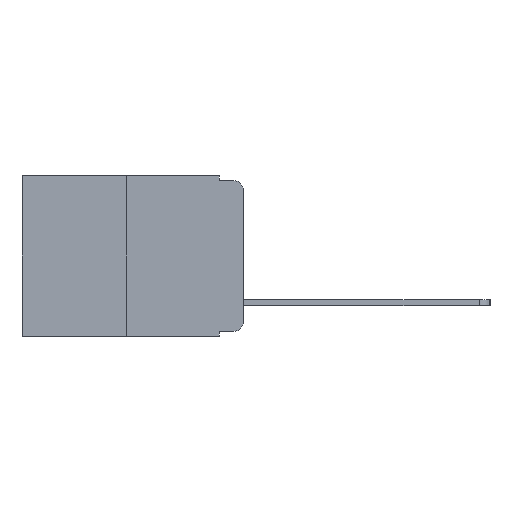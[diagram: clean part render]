
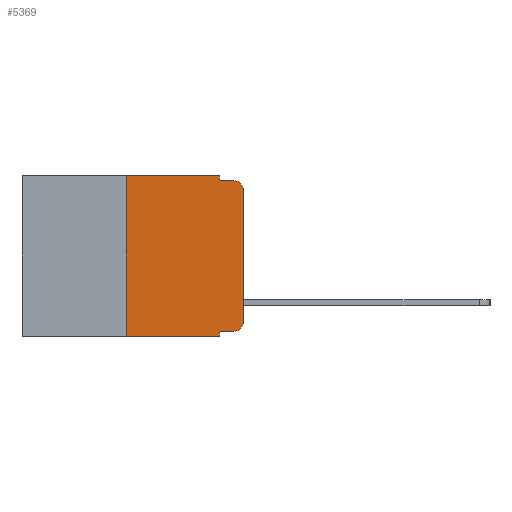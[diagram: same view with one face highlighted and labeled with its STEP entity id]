
A CAD part, left-side view. The second image highlights one B-rep face of the part: STEP entity #5369.
In plain terms, the highlighted planar face has unit normal (-1, 0, 0).
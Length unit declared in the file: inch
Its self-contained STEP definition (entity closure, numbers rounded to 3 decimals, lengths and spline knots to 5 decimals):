
#149 = CARTESIAN_POINT ( 'NONE',  ( 0., 0.051, -0.01 ) ) ;
#219 = DIRECTION ( 'NONE',  ( 0., 0., -1. ) ) ;
#273 = CARTESIAN_POINT ( 'NONE',  ( 0., 0.051, -0.333 ) ) ;
#369 = EDGE_CURVE ( 'NONE', #2467, #4568, #9943, .T. ) ;
#551 = VERTEX_POINT ( 'NONE', #8765 ) ;
#565 = CIRCLE ( 'NONE', #5510, 0.02 ) ;
#631 = LINE ( 'NONE', #9561, #4768 ) ;
#649 = DIRECTION ( 'NONE',  ( 0., 0., -1. ) ) ;
#729 = LINE ( 'NONE', #9316, #6885 ) ;
#797 = CARTESIAN_POINT ( 'NONE',  ( 0., 0.473, -0.343 ) ) ;
#1062 = LINE ( 'NONE', #1578, #7136 ) ;
#1376 = ORIENTED_EDGE ( 'NONE', *, *, #5046, .T. ) ;
#1578 = CARTESIAN_POINT ( 'NONE',  ( 0., 0.473, 0. ) ) ;
#1579 = CARTESIAN_POINT ( 'NONE',  ( 0., 0.02, -0.01 ) ) ;
#1749 = VERTEX_POINT ( 'NONE', #5092 ) ;
#1808 = CARTESIAN_POINT ( 'NONE',  ( 0., 0.25, -0.343 ) ) ;
#1906 = VERTEX_POINT ( 'NONE', #1579 ) ;
#1977 = AXIS2_PLACEMENT_3D ( 'NONE', #4696, #7960, #649 ) ;
#2136 = ORIENTED_EDGE ( 'NONE', *, *, #7537, .F. ) ;
#2237 = CARTESIAN_POINT ( 'NONE',  ( 0., 0.051, -0.01 ) ) ;
#2467 = VERTEX_POINT ( 'NONE', #9964 ) ;
#2552 = VECTOR ( 'NONE', #6795, 39.37008 ) ;
#2628 = DIRECTION ( 'NONE',  ( -1., 0., 0. ) ) ;
#2637 = DIRECTION ( 'NONE',  ( 0., 0., -1. ) ) ;
#2759 = ORIENTED_EDGE ( 'NONE', *, *, #9376, .F. ) ;
#3478 = EDGE_CURVE ( 'NONE', #6701, #3824, #7889, .T. ) ;
#3630 = DIRECTION ( 'NONE',  ( 0., -1., 0. ) ) ;
#3694 = ORIENTED_EDGE ( 'NONE', *, *, #8672, .F. ) ;
#3705 = ORIENTED_EDGE ( 'NONE', *, *, #4350, .F. ) ;
#3716 = DIRECTION ( 'NONE',  ( 0., -1., 0. ) ) ;
#3760 = ORIENTED_EDGE ( 'NONE', *, *, #4800, .T. ) ;
#3785 = ORIENTED_EDGE ( 'NONE', *, *, #3478, .T. ) ;
#3824 = VERTEX_POINT ( 'NONE', #9472 ) ;
#3973 = ORIENTED_EDGE ( 'NONE', *, *, #8153, .F. ) ;
#4062 = DIRECTION ( 'NONE',  ( 0., 0., 1. ) ) ;
#4112 = FACE_OUTER_BOUND ( 'NONE', #8905, .T. ) ;
#4228 = ORIENTED_EDGE ( 'NONE', *, *, #6343, .T. ) ;
#4235 = ORIENTED_EDGE ( 'NONE', *, *, #369, .T. ) ;
#4350 = EDGE_CURVE ( 'NONE', #6701, #1749, #4863, .T. ) ;
#4568 = VERTEX_POINT ( 'NONE', #5111 ) ;
#4696 = CARTESIAN_POINT ( 'NONE',  ( 0., 0.02, -0.313 ) ) ;
#4732 = LINE ( 'NONE', #4860, #8422 ) ;
#4768 = VECTOR ( 'NONE', #219, 39.37008 ) ;
#4800 = EDGE_CURVE ( 'NONE', #4568, #9180, #729, .T. ) ;
#4860 = CARTESIAN_POINT ( 'NONE',  ( 0., 0.051, 0. ) ) ;
#4863 = LINE ( 'NONE', #7285, #2552 ) ;
#5046 = EDGE_CURVE ( 'NONE', #9180, #1906, #565, .T. ) ;
#5092 = CARTESIAN_POINT ( 'NONE',  ( 0., 0.25, 0. ) ) ;
#5105 = VERTEX_POINT ( 'NONE', #8881 ) ;
#5111 = CARTESIAN_POINT ( 'NONE',  ( 0., 0., -0.313 ) ) ;
#5369 = ADVANCED_FACE ( 'NONE', ( #4112 ), #5759, .F. ) ;
#5414 = LINE ( 'NONE', #273, #7384 ) ;
#5510 = AXIS2_PLACEMENT_3D ( 'NONE', #9212, #2628, #2637 ) ;
#5613 = DIRECTION ( 'NONE',  ( 0., 0., -1. ) ) ;
#5624 = DIRECTION ( 'NONE',  ( 1., 0., 0. ) ) ;
#5628 = DIRECTION ( 'NONE',  ( 0., 0., -1. ) ) ;
#5759 = PLANE ( 'NONE',  #6359 ) ;
#6343 = EDGE_CURVE ( 'NONE', #5105, #2467, #5414, .T. ) ;
#6359 = AXIS2_PLACEMENT_3D ( 'NONE', #8079, #5624, #5613 ) ;
#6701 = VERTEX_POINT ( 'NONE', #1808 ) ;
#6795 = DIRECTION ( 'NONE',  ( 0., 0., 1. ) ) ;
#6885 = VECTOR ( 'NONE', #4062, 39.37008 ) ;
#6901 = CARTESIAN_POINT ( 'NONE',  ( 0., 0., -0.03 ) ) ;
#7070 = DIRECTION ( 'NONE',  ( 0., -1., 0. ) ) ;
#7136 = VECTOR ( 'NONE', #7070, 39.37008 ) ;
#7285 = CARTESIAN_POINT ( 'NONE',  ( 0., 0.25, 0. ) ) ;
#7384 = VECTOR ( 'NONE', #3716, 39.37008 ) ;
#7537 = EDGE_CURVE ( 'NONE', #7734, #1906, #7801, .T. ) ;
#7576 = VECTOR ( 'NONE', #3630, 39.37008 ) ;
#7718 = DIRECTION ( 'NONE',  ( 0., -1., 0. ) ) ;
#7734 = VERTEX_POINT ( 'NONE', #2237 ) ;
#7801 = LINE ( 'NONE', #149, #7576 ) ;
#7889 = LINE ( 'NONE', #797, #10007 ) ;
#7960 = DIRECTION ( 'NONE',  ( -1., 0., 0. ) ) ;
#8079 = CARTESIAN_POINT ( 'NONE',  ( 0., 0.473, 0. ) ) ;
#8153 = EDGE_CURVE ( 'NONE', #5105, #3824, #631, .T. ) ;
#8422 = VECTOR ( 'NONE', #5628, 39.37008 ) ;
#8672 = EDGE_CURVE ( 'NONE', #1749, #551, #1062, .T. ) ;
#8765 = CARTESIAN_POINT ( 'NONE',  ( 0., 0.051, 0. ) ) ;
#8881 = CARTESIAN_POINT ( 'NONE',  ( 0., 0.051, -0.333 ) ) ;
#8905 = EDGE_LOOP ( 'NONE', ( #3760, #1376, #2136, #2759, #3694, #3705, #3785, #3973, #4228, #4235 ) ) ;
#9180 = VERTEX_POINT ( 'NONE', #6901 ) ;
#9212 = CARTESIAN_POINT ( 'NONE',  ( 0., 0.02, -0.03 ) ) ;
#9316 = CARTESIAN_POINT ( 'NONE',  ( 0., 0., 0. ) ) ;
#9376 = EDGE_CURVE ( 'NONE', #551, #7734, #4732, .T. ) ;
#9472 = CARTESIAN_POINT ( 'NONE',  ( 0., 0.051, -0.343 ) ) ;
#9561 = CARTESIAN_POINT ( 'NONE',  ( 0., 0.051, 0. ) ) ;
#9943 = CIRCLE ( 'NONE', #1977, 0.02 ) ;
#9964 = CARTESIAN_POINT ( 'NONE',  ( 0., 0.02, -0.333 ) ) ;
#10007 = VECTOR ( 'NONE', #7718, 39.37008 ) ;
